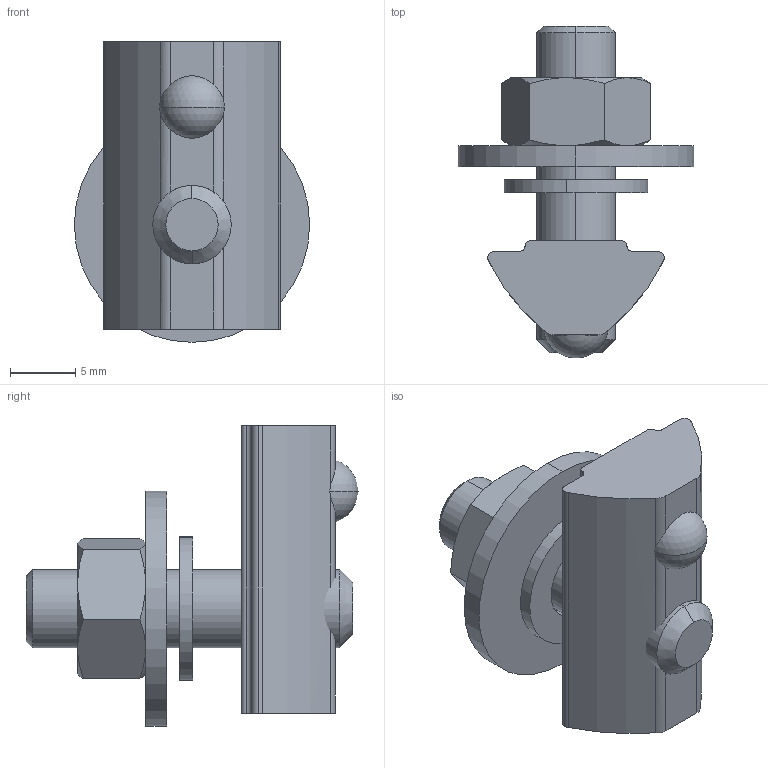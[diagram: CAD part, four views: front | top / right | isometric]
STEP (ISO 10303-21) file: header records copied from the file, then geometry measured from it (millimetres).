
FILE_DESCRIPTION (( 'STEP AP214' ), '1' );
FILE_NAME ('SAFE08E1266-Ecrou masse 8 40.STEP', '2023-03-16T14:31:30', ( '' ), ( '' ), 'SwSTEP 2.0', 'SolidWorks 2021', '' );
FILE_SCHEMA (( 'AUTOMOTIVE_DESIGN' ));
Length unit declared in the file: millimetre
Products named in the file (6): 03^SAFE08E1266-Ecrou masse 8 40; 05^SAFE08E1266-Ecrou masse 8 40; 02^SAFE08E1266-Ecrou masse 8 40; 04^SAFE08E1266-Ecrou masse 8 40; 01^SAFE08E1266-Ecrou masse 8 40; SAFE08E1266-Ecrou masse 8 40
Assembly tree (5 placements, depth 2):
  SAFE08E1266-Ecrou masse 8 40
    01^SAFE08E1266-Ecrou masse 8 40
    02^SAFE08E1266-Ecrou masse 8 40
    03^SAFE08E1266-Ecrou masse 8 40
    04^SAFE08E1266-Ecrou masse 8 40
    05^SAFE08E1266-Ecrou masse 8 40
Bounding box: 18 x 25.4 x 23 mm (x, y, z)
Volume: 2874.7 mm3; surface area: 2634.4 mm2
Topology: 5 solids, 5 shells, 84 faces, 199 edges, 125 vertices
Faces by surface type: cylinder 29, plane 29, cone 24, sphere 2
Entity records: 2807 total; most frequent: CARTESIAN_POINT 628, DIRECTION 421, ORIENTED_EDGE 398, EDGE_CURVE 199, AXIS2_PLACEMENT_3D 170, VERTEX_POINT 125, EDGE_LOOP 92, ADVANCED_FACE 84
